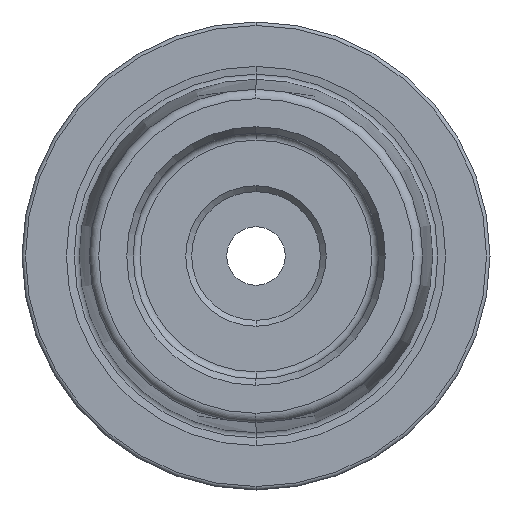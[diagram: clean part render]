
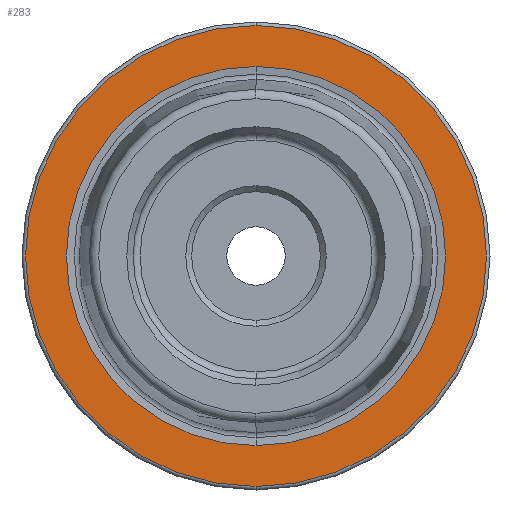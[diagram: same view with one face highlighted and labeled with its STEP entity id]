
A CAD part, left-side view. The second image highlights one B-rep face of the part: STEP entity #283.
In plain terms, the highlighted planar face has unit normal (-1, 0, 0).
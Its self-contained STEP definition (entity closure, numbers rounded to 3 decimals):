
#10 = CARTESIAN_POINT ( 'NONE',  ( 0., 0., 19.7 ) ) ;
#102 = CARTESIAN_POINT ( 'NONE',  ( 0., 0., 0. ) ) ;
#141 = VERTEX_POINT ( 'NONE', #286 ) ;
#157 = CARTESIAN_POINT ( 'NONE',  ( 0., 0., 0. ) ) ;
#200 = FACE_OUTER_BOUND ( 'NONE', #2683, .T. ) ;
#283 = ADVANCED_FACE ( 'NONE', ( #2643, #200 ), #2029, .F. ) ;
#286 = CARTESIAN_POINT ( 'NONE',  ( 0., 0., 16.207 ) ) ;
#464 = CIRCLE ( 'NONE', #2493, 16.207 ) ;
#517 = VERTEX_POINT ( 'NONE', #10 ) ;
#536 = AXIS2_PLACEMENT_3D ( 'NONE', #2496, #2969, #1562 ) ;
#629 = DIRECTION ( 'NONE',  ( 0., 0., 1. ) ) ;
#653 = CIRCLE ( 'NONE', #964, 19.7 ) ;
#761 = EDGE_CURVE ( 'NONE', #1245, #517, #2074, .T. ) ;
#909 = CARTESIAN_POINT ( 'NONE',  ( 0., 0., 0. ) ) ;
#964 = AXIS2_PLACEMENT_3D ( 'NONE', #157, #2524, #2751 ) ;
#997 = DIRECTION ( 'NONE',  ( 0., 0., 1. ) ) ;
#1085 = ORIENTED_EDGE ( 'NONE', *, *, #761, .T. ) ;
#1109 = AXIS2_PLACEMENT_3D ( 'NONE', #2889, #1242, #997 ) ;
#1146 = DIRECTION ( 'NONE',  ( 0., 0., 1. ) ) ;
#1242 = DIRECTION ( 'NONE',  ( -1., 0., 0. ) ) ;
#1245 = VERTEX_POINT ( 'NONE', #1284 ) ;
#1284 = CARTESIAN_POINT ( 'NONE',  ( 0., 0., -19.7 ) ) ;
#1332 = ORIENTED_EDGE ( 'NONE', *, *, #2352, .F. ) ;
#1532 = VERTEX_POINT ( 'NONE', #1639 ) ;
#1536 = CIRCLE ( 'NONE', #2994, 16.207 ) ;
#1562 = DIRECTION ( 'NONE',  ( 0., 0., -1. ) ) ;
#1639 = CARTESIAN_POINT ( 'NONE',  ( 0., 0., -16.207 ) ) ;
#1668 = EDGE_CURVE ( 'NONE', #517, #1245, #653, .T. ) ;
#2029 = PLANE ( 'NONE',  #536 ) ;
#2064 = DIRECTION ( 'NONE',  ( -1., 0., 0. ) ) ;
#2074 = CIRCLE ( 'NONE', #1109, 19.7 ) ;
#2234 = ORIENTED_EDGE ( 'NONE', *, *, #1668, .T. ) ;
#2352 = EDGE_CURVE ( 'NONE', #141, #1532, #464, .T. ) ;
#2493 = AXIS2_PLACEMENT_3D ( 'NONE', #909, #2581, #1146 ) ;
#2496 = CARTESIAN_POINT ( 'NONE',  ( 0., 19.7, 0. ) ) ;
#2524 = DIRECTION ( 'NONE',  ( -1., 0., 0. ) ) ;
#2581 = DIRECTION ( 'NONE',  ( -1., 0., 0. ) ) ;
#2605 = EDGE_CURVE ( 'NONE', #1532, #141, #1536, .T. ) ;
#2629 = EDGE_LOOP ( 'NONE', ( #1332, #2859 ) ) ;
#2643 = FACE_BOUND ( 'NONE', #2629, .T. ) ;
#2683 = EDGE_LOOP ( 'NONE', ( #2234, #1085 ) ) ;
#2751 = DIRECTION ( 'NONE',  ( 0., 0., 1. ) ) ;
#2859 = ORIENTED_EDGE ( 'NONE', *, *, #2605, .F. ) ;
#2889 = CARTESIAN_POINT ( 'NONE',  ( 0., 0., 0. ) ) ;
#2969 = DIRECTION ( 'NONE',  ( 1., 0., 0. ) ) ;
#2994 = AXIS2_PLACEMENT_3D ( 'NONE', #102, #2064, #629 ) ;
